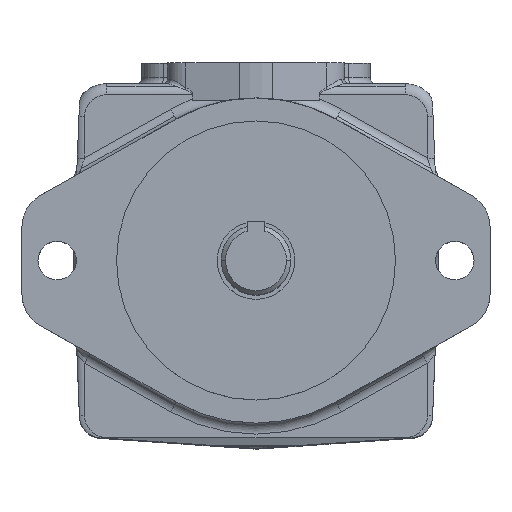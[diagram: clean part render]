
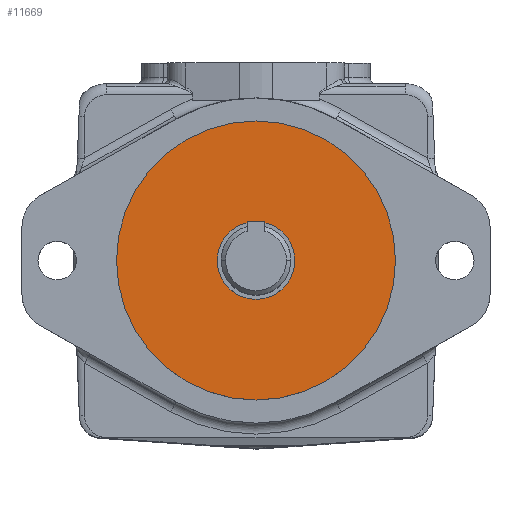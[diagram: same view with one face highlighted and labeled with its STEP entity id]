
A CAD part, top view. The second image highlights one B-rep face of the part: STEP entity #11669.
In plain terms, the highlighted planar face has unit normal (0, 0, 1).
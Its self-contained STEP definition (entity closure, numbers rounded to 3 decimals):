
#533 = AXIS2_PLACEMENT_3D ( 'NONE', #1792, #1902, #12199 ) ;
#1731 = VERTEX_POINT ( 'NONE', #18517 ) ;
#1762 = VERTEX_POINT ( 'NONE', #17264 ) ;
#1792 = CARTESIAN_POINT ( 'NONE',  ( 81.934, 110.675, 332.488 ) ) ;
#1902 = DIRECTION ( 'NONE',  ( 0., 0., -1. ) ) ;
#1932 = EDGE_CURVE ( 'NONE', #13290, #1731, #18673, .T. ) ;
#1957 = EDGE_CURVE ( 'NONE', #1762, #5523, #22254, .T. ) ;
#2088 = AXIS2_PLACEMENT_3D ( 'NONE', #9663, #8040, #13055 ) ;
#2568 = DIRECTION ( 'NONE',  ( 0., 0., -1. ) ) ;
#3568 = CIRCLE ( 'NONE', #4276, 17.66 ) ;
#4142 = CIRCLE ( 'NONE', #533, 63.5 ) ;
#4276 = AXIS2_PLACEMENT_3D ( 'NONE', #13847, #20597, #16953 ) ;
#4879 = AXIS2_PLACEMENT_3D ( 'NONE', #18043, #2568, #9488 ) ;
#5523 = VERTEX_POINT ( 'NONE', #20773 ) ;
#5796 = FACE_OUTER_BOUND ( 'NONE', #11276, .T. ) ;
#6471 = EDGE_CURVE ( 'NONE', #5523, #1762, #4142, .T. ) ;
#8040 = DIRECTION ( 'NONE',  ( 0., 0., -1. ) ) ;
#8105 = CARTESIAN_POINT ( 'NONE',  ( 81.934, 110.675, 332.488 ) ) ;
#9488 = DIRECTION ( 'NONE',  ( -1., 0., 0. ) ) ;
#9663 = CARTESIAN_POINT ( 'NONE',  ( 81.934, 110.675, 332.488 ) ) ;
#11004 = FACE_BOUND ( 'NONE', #19371, .T. ) ;
#11276 = EDGE_LOOP ( 'NONE', ( #17635, #20132 ) ) ;
#11669 = ADVANCED_FACE ( 'NONE', ( #5796, #11004 ), #16371, .F. ) ;
#12199 = DIRECTION ( 'NONE',  ( -1., 0., 0. ) ) ;
#12790 = EDGE_CURVE ( 'NONE', #1731, #13290, #3568, .T. ) ;
#13055 = DIRECTION ( 'NONE',  ( 0., -1., 0. ) ) ;
#13195 = AXIS2_PLACEMENT_3D ( 'NONE', #8105, #16561, #20312 ) ;
#13290 = VERTEX_POINT ( 'NONE', #13876 ) ;
#13847 = CARTESIAN_POINT ( 'NONE',  ( 81.934, 110.675, 332.488 ) ) ;
#13876 = CARTESIAN_POINT ( 'NONE',  ( 99.594, 110.675, 332.488 ) ) ;
#16371 = PLANE ( 'NONE',  #2088 ) ;
#16561 = DIRECTION ( 'NONE',  ( 0., 0., -1. ) ) ;
#16953 = DIRECTION ( 'NONE',  ( -1., 0., 0. ) ) ;
#17264 = CARTESIAN_POINT ( 'NONE',  ( 18.434, 110.675, 332.488 ) ) ;
#17305 = ORIENTED_EDGE ( 'NONE', *, *, #1932, .T. ) ;
#17635 = ORIENTED_EDGE ( 'NONE', *, *, #1957, .F. ) ;
#18043 = CARTESIAN_POINT ( 'NONE',  ( 81.934, 110.675, 332.488 ) ) ;
#18472 = ORIENTED_EDGE ( 'NONE', *, *, #12790, .T. ) ;
#18517 = CARTESIAN_POINT ( 'NONE',  ( 64.274, 110.675, 332.488 ) ) ;
#18673 = CIRCLE ( 'NONE', #13195, 17.66 ) ;
#19371 = EDGE_LOOP ( 'NONE', ( #18472, #17305 ) ) ;
#20132 = ORIENTED_EDGE ( 'NONE', *, *, #6471, .F. ) ;
#20312 = DIRECTION ( 'NONE',  ( -1., 0., 0. ) ) ;
#20597 = DIRECTION ( 'NONE',  ( 0., 0., -1. ) ) ;
#20773 = CARTESIAN_POINT ( 'NONE',  ( 145.434, 110.675, 332.488 ) ) ;
#22254 = CIRCLE ( 'NONE', #4879, 63.5 ) ;
